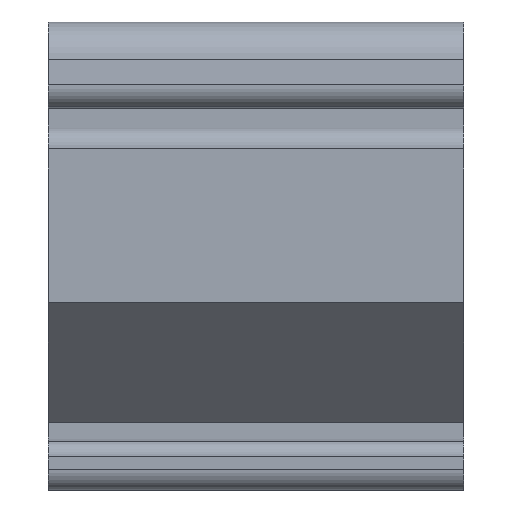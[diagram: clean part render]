
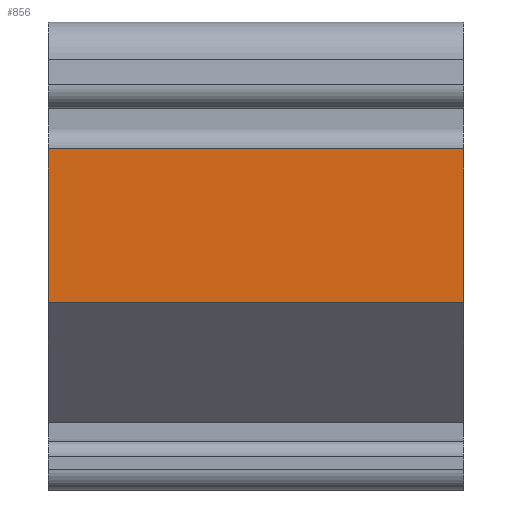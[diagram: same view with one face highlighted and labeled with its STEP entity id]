
A CAD part, left-side view. The second image highlights one B-rep face of the part: STEP entity #856.
In plain terms, the highlighted planar face has unit normal (-1, 0, 0).
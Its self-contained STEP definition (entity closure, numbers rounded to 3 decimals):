
#90=ORIENTED_EDGE('',*,*,#333,.F.);
#91=ORIENTED_EDGE('',*,*,#332,.F.);
#92=ORIENTED_EDGE('',*,*,#334,.T.);
#93=ORIENTED_EDGE('',*,*,#335,.T.);
#332=EDGE_CURVE('',#449,#448,#536,.T.);
#333=EDGE_CURVE('',#448,#450,#537,.T.);
#334=EDGE_CURVE('',#449,#451,#538,.T.);
#335=EDGE_CURVE('',#451,#450,#539,.T.);
#448=VERTEX_POINT('',#1263);
#449=VERTEX_POINT('',#1265);
#450=VERTEX_POINT('',#1269);
#451=VERTEX_POINT('',#1271);
#536=LINE('',#1266,#642);
#537=LINE('',#1268,#643);
#538=LINE('',#1270,#644);
#539=LINE('',#1272,#645);
#642=VECTOR('',#1025,1000.);
#643=VECTOR('',#1028,1000.);
#644=VECTOR('',#1029,1000.);
#645=VECTOR('',#1030,1000.);
#734=EDGE_LOOP('',(#90,#91,#92,#93));
#778=FACE_BOUND('',#734,.T.);
#819=PLANE('',#919);
#856=ADVANCED_FACE('',(#778),#819,.T.);
#919=AXIS2_PLACEMENT_3D('',#1267,#1026,#1027);
#1025=DIRECTION('',(0.,-1.,0.));
#1026=DIRECTION('',(-1.,0.,0.));
#1027=DIRECTION('',(0.,0.,1.));
#1028=DIRECTION('',(0.,0.,-1.));
#1029=DIRECTION('',(0.,0.,-1.));
#1030=DIRECTION('',(0.,-1.,0.));
#1263=CARTESIAN_POINT('',(-25.,0.,9.619));
#1265=CARTESIAN_POINT('',(-25.,40.,9.619));
#1266=CARTESIAN_POINT('',(-25.,40.,9.619));
#1267=CARTESIAN_POINT('',(-25.,40.,-5.181));
#1268=CARTESIAN_POINT('',(-25.,0.,-5.181));
#1269=CARTESIAN_POINT('',(-25.,0.,-5.181));
#1270=CARTESIAN_POINT('',(-25.,40.,-5.181));
#1271=CARTESIAN_POINT('',(-25.,40.,-5.181));
#1272=CARTESIAN_POINT('',(-25.,40.,-5.181));
